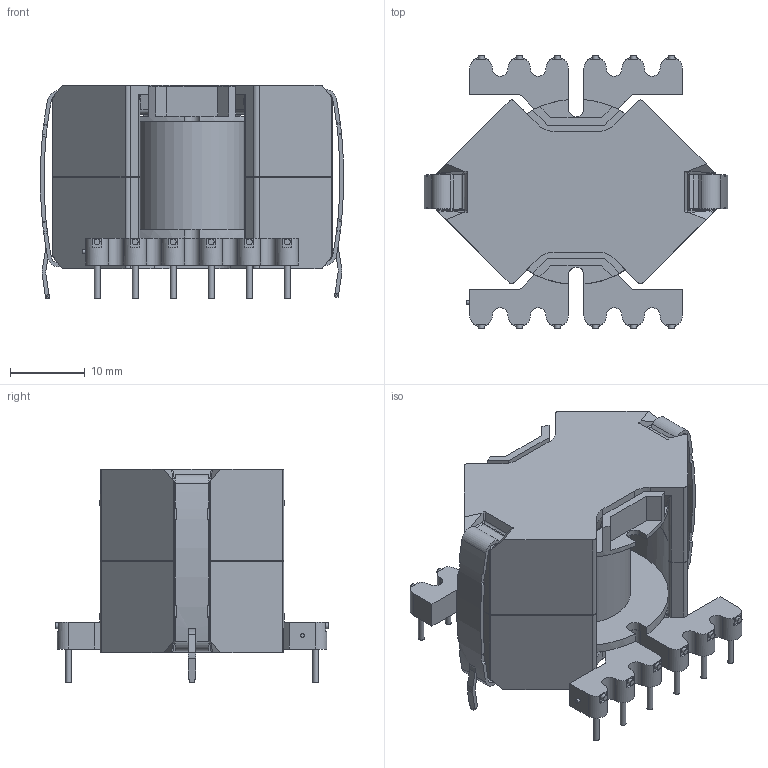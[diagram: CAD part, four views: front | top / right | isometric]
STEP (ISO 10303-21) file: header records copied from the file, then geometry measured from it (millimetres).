
FILE_DESCRIPTION(/* description */ ('STEP AP242','CAx-IF Rec.Pracs.---Representation and Presentation of Product Manufacturing Information (PMI)---4.0---2014-10-13','CAx-IF Rec.Pracs.---3D Tessellated Geometry---0.4---2014-09-14','2;1'),/* implementation_level */ '2;1');
FILE_NAME(/* name */ '61ad2f976404376f00facddd',/* time_stamp */ '2021-12-05T21:31:05+00:00',/* author */ (''),/* organization */ (''),/* preprocessor_version */ 'ST-DEVELOPER v18.1',/* originating_system */ ' ',/* authorisation */ ' ');
FILE_SCHEMA (('AP242_MANAGED_MODEL_BASED_3D_ENGINEERING_MIM_LF { 1 0 10303 442 1 1 4 }'));
Length unit declared in the file: metre
Products named in the file (4): 161-0001; C61035-A0062-C200-55-06; R12 Core Set; RM12Bobbin
Assembly tree (5 placements, depth 2):
  161-0001
    C61035-A0062-C200-55-06  x2
    R12 Core Set  x2
    RM12Bobbin
Bounding box: 40.5 x 36.5 x 28.56 mm (x, y, z)
Volume: 12496.5 mm3; surface area: 11519.6 mm2
Topology: 5 solids, 5 shells, 706 faces, 1822 edges, 1167 vertices
Faces by surface type: plane 341, cylinder 253, bspline 64, torus 24, sphere 16, cone 8
Full cylindrical faces by diameter (mm): 0.5 x1, 0.8 x24, 12.8 x2, 13 x1, 14.5 x1
Entity records: 19881 total; most frequent: CARTESIAN_POINT 7906, DIRECTION 2469, ORIENTED_EDGE 2452, EDGE_CURVE 1226, AXIS2_PLACEMENT_3D 876, VERTEX_POINT 809, LINE 717, VECTOR 717
